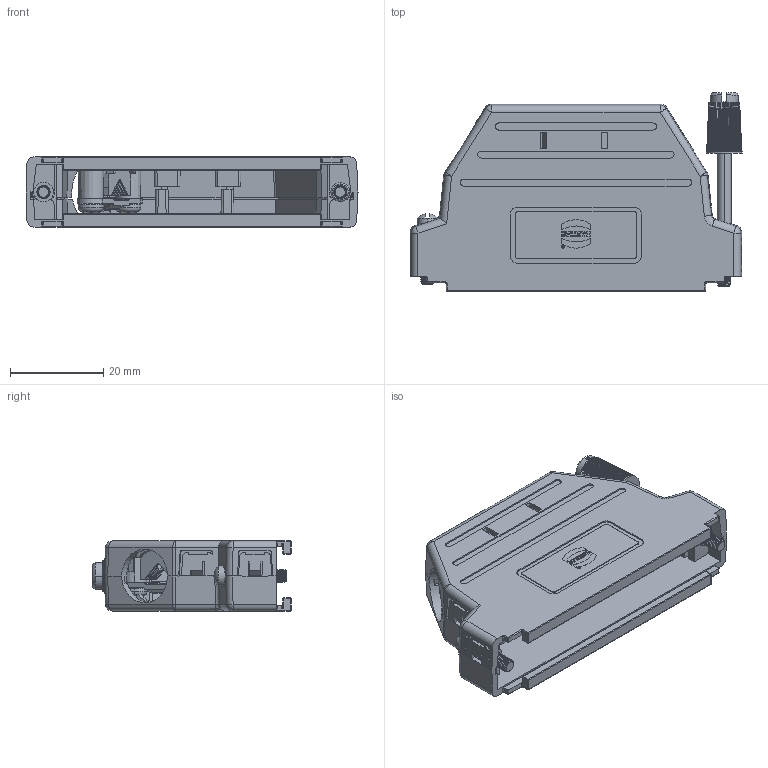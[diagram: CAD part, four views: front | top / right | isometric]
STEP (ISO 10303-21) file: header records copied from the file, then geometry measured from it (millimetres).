
FILE_DESCRIPTION(/* description */ (''),/* implementation_level */ '2;1');
FILE_NAME(/* name */ '100592125ugm000_a.stp',/* time_stamp */ '2014-08-28T16:34:53+02:00',/* author */ (''),/* organization */ (''),/* preprocessor_version */ 'ST-DEVELOPER v15',/* originating_system */ 'SIEMENS PLM Software NX 8.5',/* authorisation */ '');
FILE_SCHEMA (('AUTOMOTIVE_DESIGN { 1 0 10303 214 3 1 1 1 }'));
Products named in the file (1): 100592125ugm000_a
Bounding box: 71.05 x 42.5 x 15.03 mm (x, y, z)
Volume: 11897.4 mm3; surface area: 16701.9 mm2
Topology: 1 solids, 9 shells, 1965 faces, 5421 edges, 3498 vertices
Faces by surface type: plane 1305, cylinder 401, bspline 97, cone 93, sphere 43, torus 22, revolution 4
Full cylindrical faces by diameter (mm): 3.1 x2, 4.5 x2, 11.5 x1
Entity records: 74886 total; most frequent: CARTESIAN_POINT 25674, ORIENTED_EDGE 10832, DIRECTION 9348, EDGE_CURVE 5416, LINE 3976, VECTOR 3976, VERTEX_POINT 3494, AXIS2_PLACEMENT_3D 2684
